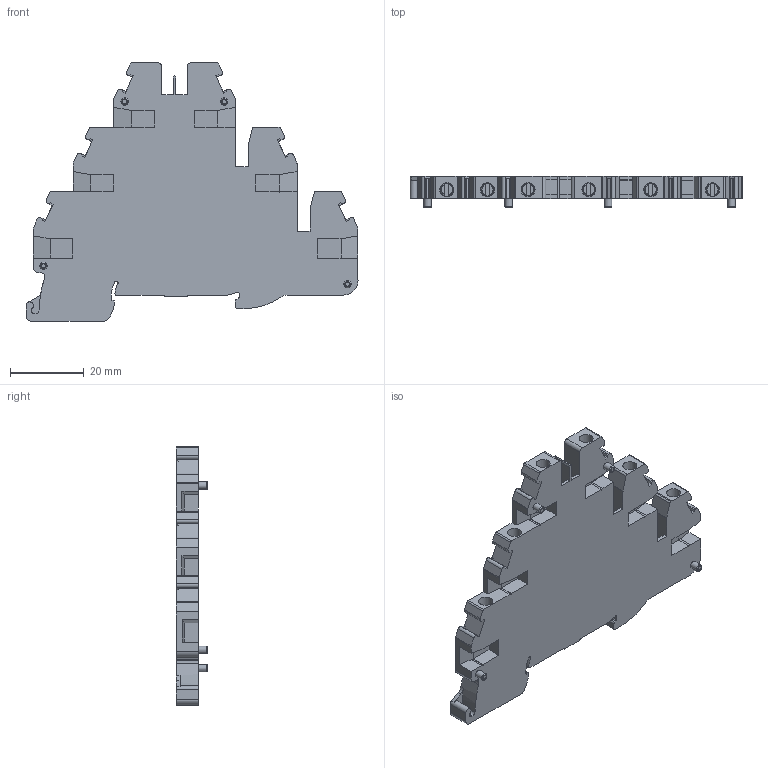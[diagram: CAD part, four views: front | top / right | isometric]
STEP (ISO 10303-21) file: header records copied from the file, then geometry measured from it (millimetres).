
FILE_DESCRIPTION(/* description */ ('Unknown'),/* implementation_level */ '2;1');
FILE_NAME(/* name */ 'TGQ2_5-3T_3D_SOLID',/* time_stamp */ '2021-05-26T10:23:25+06:00',/* author */ ('Unknown'),/* organization */ ('Unknown'),/* preprocessor_version */ 'ST-DEVELOPER v16.7',/* originating_system */ 'DEX',/* authorisation */ $);
FILE_SCHEMA (('AUTOMOTIVE_DESIGN {1 0 10303 214 3 1 1}'));
Length unit declared in the file: millimetre
Products named in the file (1): TGQ2_5-3T_SOLID
Bounding box: 90 x 8.5 x 70 mm (x, y, z)
Volume: 21542.2 mm3; surface area: 12138.9 mm2
Topology: 1 solids, 1 shells, 333 faces, 916 edges, 606 vertices
Faces by surface type: plane 222, cylinder 89, torus 22
Full cylindrical faces by diameter (mm): 1.2 x4, 2 x4, 2.6 x1, 3.5 x6, 3.8 x6
Entity records: 12659 total; most frequent: CARTESIAN_POINT 1869, ORIENTED_EDGE 1742, DIRECTION 1735, EDGE_CURVE 871, LINE 627, VECTOR 627, VERTEX_POINT 592, AXIS2_PLACEMENT_3D 554
